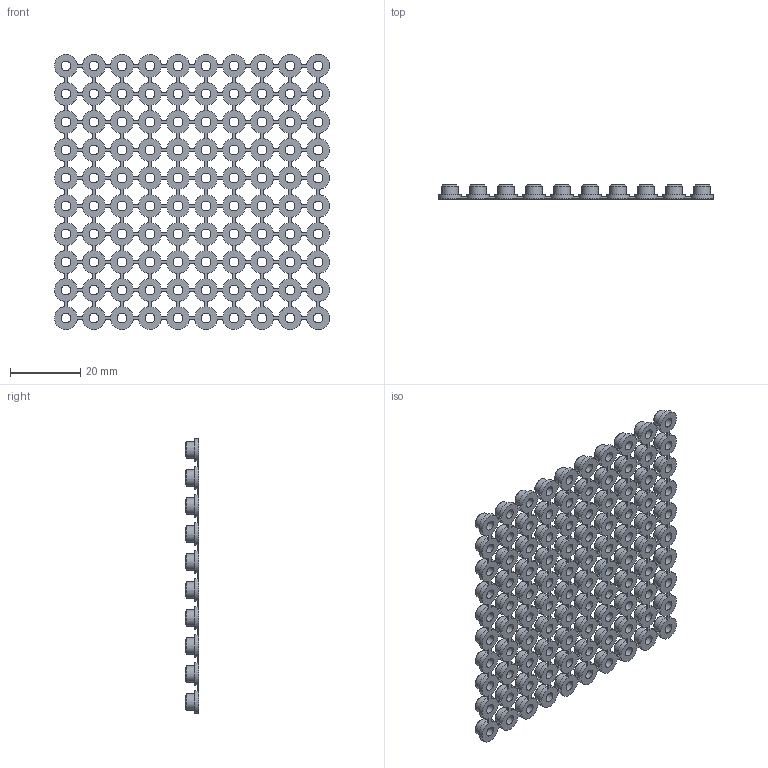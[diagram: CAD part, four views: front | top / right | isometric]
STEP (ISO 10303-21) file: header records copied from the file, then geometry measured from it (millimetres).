
FILE_DESCRIPTION(/* description */ (''),/* implementation_level */ '2;1');
FILE_NAME(/* name */ 'TinyNES_Shoulder_Washer.step',/* time_stamp */ '2022-02-02T01:33:05-05:00',/* author */ (''),/* organization */ (''),/* preprocessor_version */ 'ST-DEVELOPER v18.1',/* originating_system */ 'Autodesk Translation Framework v10.13.0.1454',/* authorisation */ '');
FILE_SCHEMA (('AUTOMOTIVE_DESIGN { 1 0 10303 214 3 1 1 }'));
Length unit declared in the file: millimetre
Products named in the file (1): TinyNES_Shoulder_Washer
Bounding box: 78.5 x 3.95 x 78.5 mm (x, y, z)
Volume: 6533.6 mm3; surface area: 15697.4 mm2
Topology: 1 solids, 1 shells, 1141 faces, 3260 edges, 2140 vertices
Faces by surface type: plane 741, cylinder 300, cone 100
Full cylindrical faces by diameter (mm): 2.75 x100, 4.75 x100, 6.5 x100
Entity records: 38451 total; most frequent: DIRECTION 6964, CARTESIAN_POINT 6542, ORIENTED_EDGE 6520, EDGE_CURVE 3260, AXIS2_PLACEMENT_3D 2562, VERTEX_POINT 2140, LINE 1840, VECTOR 1840
